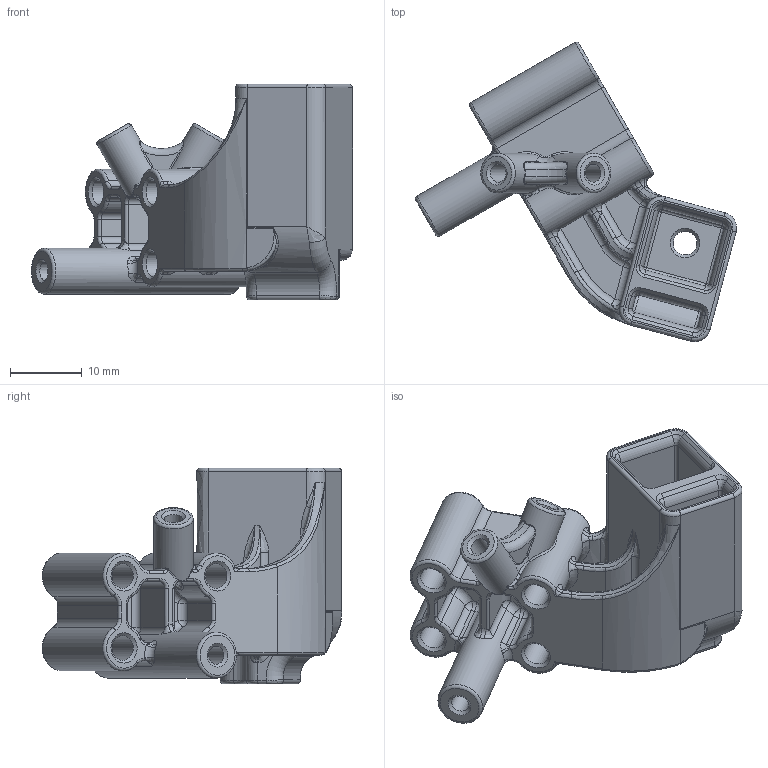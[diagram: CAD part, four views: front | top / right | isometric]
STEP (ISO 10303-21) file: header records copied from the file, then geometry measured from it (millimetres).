
FILE_DESCRIPTION(/* description */ (''),/* implementation_level */ '2;1');
FILE_NAME(/* name */ 'MathyP_DooKi3_SLM_MGN9C_Front_Mirror.step',/* time_stamp */ '2024-07-23T13:59:17-04:00',/* author */ (''),/* organization */ (''),/* preprocessor_version */ 'ST-DEVELOPER v20',/* originating_system */ 'Autodesk Translation Framework v13.14.0.145',/* authorisation */ '');
FILE_SCHEMA (('AUTOMOTIVE_DESIGN { 1 0 10303 214 3 1 1 }'));
Length unit declared in the file: millimetre
Products named in the file (1): DooKi3_SLM_Z_MGN9C_Front
Bounding box: 44.63 x 41.63 x 30 mm (x, y, z)
Volume: 8191 mm3; surface area: 8509.6 mm2
Topology: 1 solids, 1 shells, 652 faces, 1492 edges, 824 vertices
Faces by surface type: cylinder 204, bspline 163, torus 128, plane 85, sphere 50, cone 22
Full cylindrical faces by diameter (mm): 2.5 x3, 3.3 x1, 3.4 x4, 5.5 x2, 6.4 x1
Entity records: 23672 total; most frequent: CARTESIAN_POINT 9611, DIRECTION 2964, ORIENTED_EDGE 2946, EDGE_CURVE 1473, AXIS2_PLACEMENT_3D 1276, VERTEX_POINT 824, CIRCLE 746, EDGE_LOOP 671
